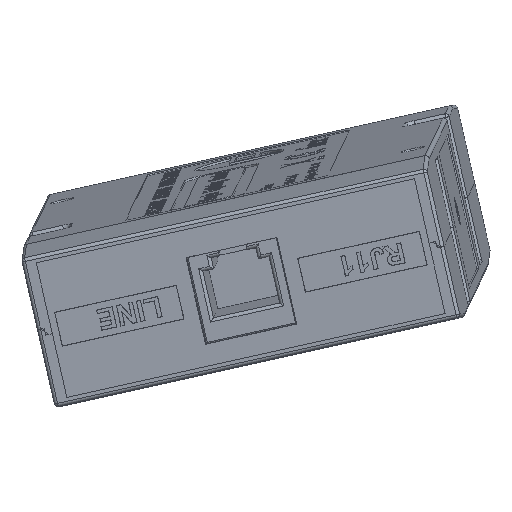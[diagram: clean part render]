
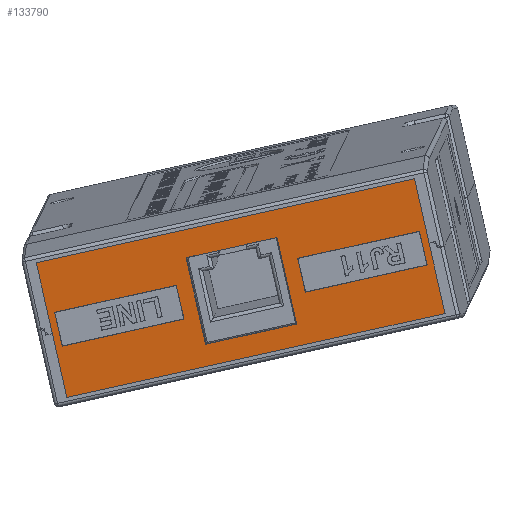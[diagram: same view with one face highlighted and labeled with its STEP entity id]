
A CAD part, left-side view. The second image highlights one B-rep face of the part: STEP entity #133790.
In plain terms, the highlighted planar face has unit normal (-0.995, 0.042, -0.087).
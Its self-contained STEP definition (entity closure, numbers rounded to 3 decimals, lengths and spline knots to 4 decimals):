
#9594=FACE_BOUND($,#19488,.T.);
#9595=FACE_BOUND($,#19489,.T.);
#9596=FACE_BOUND($,#19490,.T.);
#12294=FACE_OUTER_BOUND($,#19487,.T.);
#19487=EDGE_LOOP($,(#86637,#86638,#86639,#86640,#86641,#86642));
#19488=EDGE_LOOP($,(#86643,#86644,#86645,#86646));
#19489=EDGE_LOOP($,(#86647,#86648,#86649,#86650));
#19490=EDGE_LOOP($,(#86651,#86652,#86653,#86654));
#26625=LINE($,#169214,#38822);
#27258=LINE($,#171671,#39455);
#27260=LINE($,#171675,#39457);
#27262=LINE($,#171678,#39459);
#27728=LINE($,#173960,#39925);
#27731=LINE($,#173966,#39928);
#27734=LINE($,#173972,#39931);
#27737=LINE($,#173976,#39934);
#27740=LINE($,#173985,#39937);
#27743=LINE($,#173991,#39940);
#27746=LINE($,#173997,#39943);
#27749=LINE($,#174001,#39946);
#27758=LINE($,#174022,#39955);
#27759=LINE($,#174024,#39956);
#27760=LINE($,#174026,#39957);
#27761=LINE($,#174028,#39958);
#27762=LINE($,#174030,#39959);
#27763=LINE($,#174031,#39960);
#38822=VECTOR($,#146295,1.346);
#39455=VECTOR($,#147362,1.283);
#39457=VECTOR($,#147366,1.346);
#39459=VECTOR($,#147370,1.283);
#39925=VECTOR($,#148144,1.8);
#39928=VECTOR($,#148149,0.5);
#39931=VECTOR($,#148154,1.8);
#39934=VECTOR($,#148159,0.5);
#39937=VECTOR($,#148166,1.8);
#39940=VECTOR($,#148171,0.5);
#39943=VECTOR($,#148176,1.8);
#39946=VECTOR($,#148181,0.5);
#39955=VECTOR($,#148200,5.6);
#39956=VECTOR($,#148201,1.05);
#39957=VECTOR($,#148202,0.95);
#39958=VECTOR($,#148203,5.6);
#39959=VECTOR($,#148204,1.05);
#39960=VECTOR($,#148205,0.95);
#51036=VERTEX_POINT($,#169211);
#51037=VERTEX_POINT($,#169213);
#51620=VERTEX_POINT($,#171670);
#51621=VERTEX_POINT($,#171674);
#52034=VERTEX_POINT($,#173957);
#52035=VERTEX_POINT($,#173959);
#52037=VERTEX_POINT($,#173965);
#52039=VERTEX_POINT($,#173971);
#52042=VERTEX_POINT($,#173982);
#52043=VERTEX_POINT($,#173984);
#52045=VERTEX_POINT($,#173990);
#52047=VERTEX_POINT($,#173996);
#52053=VERTEX_POINT($,#174020);
#52054=VERTEX_POINT($,#174021);
#52055=VERTEX_POINT($,#174023);
#52056=VERTEX_POINT($,#174025);
#52057=VERTEX_POINT($,#174027);
#52058=VERTEX_POINT($,#174029);
#64064=EDGE_CURVE($,#51037,#51036,#26625,.T.);
#64865=EDGE_CURVE($,#51620,#51037,#27258,.T.);
#64867=EDGE_CURVE($,#51621,#51620,#27260,.T.);
#64869=EDGE_CURVE($,#51036,#51621,#27262,.T.);
#65491=EDGE_CURVE($,#52035,#52034,#27728,.T.);
#65494=EDGE_CURVE($,#52037,#52035,#27731,.T.);
#65497=EDGE_CURVE($,#52039,#52037,#27734,.T.);
#65500=EDGE_CURVE($,#52034,#52039,#27737,.T.);
#65503=EDGE_CURVE($,#52043,#52042,#27740,.T.);
#65506=EDGE_CURVE($,#52045,#52043,#27743,.T.);
#65509=EDGE_CURVE($,#52047,#52045,#27746,.T.);
#65512=EDGE_CURVE($,#52042,#52047,#27749,.T.);
#65521=EDGE_CURVE($,#52053,#52054,#27758,.T.);
#65522=EDGE_CURVE($,#52055,#52053,#27759,.T.);
#65523=EDGE_CURVE($,#52056,#52055,#27760,.T.);
#65524=EDGE_CURVE($,#52057,#52056,#27761,.T.);
#65525=EDGE_CURVE($,#52058,#52057,#27762,.T.);
#65526=EDGE_CURVE($,#52054,#52058,#27763,.T.);
#86637=ORIENTED_EDGE($,*,*,#65521,.F.);
#86638=ORIENTED_EDGE($,*,*,#65522,.F.);
#86639=ORIENTED_EDGE($,*,*,#65523,.F.);
#86640=ORIENTED_EDGE($,*,*,#65524,.F.);
#86641=ORIENTED_EDGE($,*,*,#65525,.F.);
#86642=ORIENTED_EDGE($,*,*,#65526,.F.);
#86643=ORIENTED_EDGE($,*,*,#64867,.T.);
#86644=ORIENTED_EDGE($,*,*,#64865,.T.);
#86645=ORIENTED_EDGE($,*,*,#64064,.T.);
#86646=ORIENTED_EDGE($,*,*,#64869,.T.);
#86647=ORIENTED_EDGE($,*,*,#65491,.T.);
#86648=ORIENTED_EDGE($,*,*,#65500,.T.);
#86649=ORIENTED_EDGE($,*,*,#65497,.T.);
#86650=ORIENTED_EDGE($,*,*,#65494,.T.);
#86651=ORIENTED_EDGE($,*,*,#65503,.T.);
#86652=ORIENTED_EDGE($,*,*,#65512,.T.);
#86653=ORIENTED_EDGE($,*,*,#65509,.T.);
#86654=ORIENTED_EDGE($,*,*,#65506,.T.);
#123152=PLANE($,#140905);
#133790=ADVANCED_FACE($,(#12294,#9594,#9595,#9596),#123152,.F.);
#140905=AXIS2_PLACEMENT_3D($,#174019,#148198,#148199);
#146295=DIRECTION($,(0.06,0.974,-0.216));
#147362=DIRECTION($,(0.076,-0.221,-0.972));
#147366=DIRECTION($,(-0.06,-0.974,0.216));
#147370=DIRECTION($,(-0.076,0.221,0.972));
#148144=DIRECTION($,(-0.06,-0.974,0.216));
#148149=DIRECTION($,(-0.076,0.221,0.972));
#148154=DIRECTION($,(0.06,0.974,-0.216));
#148159=DIRECTION($,(0.076,-0.221,-0.972));
#148166=DIRECTION($,(-0.06,-0.974,0.216));
#148171=DIRECTION($,(-0.076,0.221,0.972));
#148176=DIRECTION($,(0.06,0.974,-0.216));
#148181=DIRECTION($,(0.076,-0.221,-0.972));
#148198=DIRECTION('center_axis',(0.995,-0.042,
0.088));
#148199=DIRECTION('ref_axis',(0.076,-0.221,-0.972));
#148200=DIRECTION($,(-0.06,-0.974,0.216));
#148201=DIRECTION($,(-0.076,0.221,0.972));
#148202=DIRECTION($,(-0.076,0.221,0.972));
#148203=DIRECTION($,(0.06,0.974,-0.216));
#148204=DIRECTION($,(0.076,-0.221,-0.972));
#148205=DIRECTION($,(0.076,-0.221,-0.972));
#169211=CARTESIAN_POINT('',(-4.9088,-10.5423,-3.3061));
#169213=CARTESIAN_POINT('',(-4.9895,-11.8539,-3.0147));
#169214=CARTESIAN_POINT($,(-4.9895,-11.8539,-3.0147));
#171670=CARTESIAN_POINT('',(-5.0873,-11.5707,-1.7672));
#171671=CARTESIAN_POINT($,(-5.0873,-11.5707,-1.7672));
#171674=CARTESIAN_POINT('',(-5.0066,-10.2591,-2.0586));
#171675=CARTESIAN_POINT($,(-5.0066,-10.2591,-2.0586));
#171678=CARTESIAN_POINT($,(-4.9088,-10.5423,-3.3061));
#173957=CARTESIAN_POINT('',(-4.9655,-10.1174,-2.4578));
#173959=CARTESIAN_POINT('',(-4.8576,-8.3634,-2.8475));
#173960=CARTESIAN_POINT($,(-4.8576,-8.3634,-2.8475));
#173965=CARTESIAN_POINT('',(-4.8195,-8.4738,-3.3336));
#173966=CARTESIAN_POINT($,(-4.8195,-8.4738,-3.3336));
#173971=CARTESIAN_POINT('',(-4.9274,-10.2278,-2.9439));
#173972=CARTESIAN_POINT($,(-4.9274,-10.2278,-2.9439));
#173976=CARTESIAN_POINT($,(-4.9655,-10.1174,-2.4578));
#173982=CARTESIAN_POINT('',(-5.1814,-13.6254,-1.6784));
#173984=CARTESIAN_POINT('',(-5.0734,-11.8714,-2.0681));
#173985=CARTESIAN_POINT($,(-5.0734,-11.8714,-2.0681));
#173990=CARTESIAN_POINT('',(-5.0353,-11.9818,-2.5542));
#173991=CARTESIAN_POINT($,(-5.0353,-11.9818,-2.5542));
#173996=CARTESIAN_POINT('',(-5.1433,-13.7358,-2.1645));
#173997=CARTESIAN_POINT($,(-5.1433,-13.7358,-2.1645));
#174001=CARTESIAN_POINT($,(-5.1814,-13.6254,-1.6784));
#174019=CARTESIAN_POINT('Origin',(-5.0088,-11.0253,-2.399));
#174020=CARTESIAN_POINT('',(-4.9095,-8.0982,-2.1301));
#174021=CARTESIAN_POINT('',(-5.2453,-13.5551,-0.9177));
#174022=CARTESIAN_POINT($,(-4.9095,-8.0982,-2.1301));
#174023=CARTESIAN_POINT('',(-4.8295,-8.33,-3.1511));
#174024=CARTESIAN_POINT($,(-4.8295,-8.33,-3.1511));
#174025=CARTESIAN_POINT('',(-4.7571,-8.5397,-4.0748));
#174026=CARTESIAN_POINT($,(-4.7571,-8.5397,-4.0748));
#174027=CARTESIAN_POINT('',(-5.0929,-13.9965,-2.8624));
#174028=CARTESIAN_POINT($,(-5.0929,-13.9965,-2.8624));
#174029=CARTESIAN_POINT('',(-5.1729,-13.7648,-1.8415));
#174030=CARTESIAN_POINT($,(-5.1729,-13.7648,-1.8415));
#174031=CARTESIAN_POINT($,(-5.2453,-13.5551,-0.9177));
